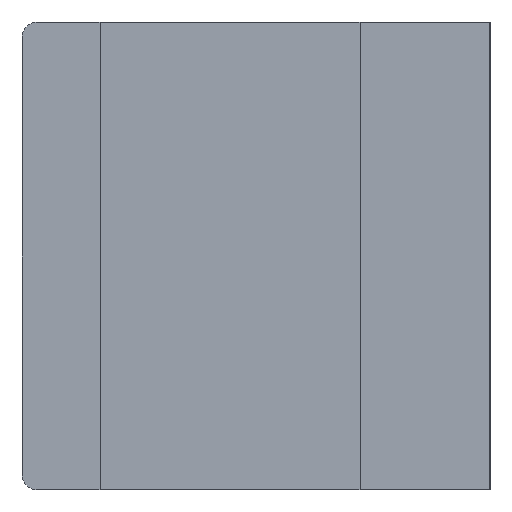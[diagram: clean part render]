
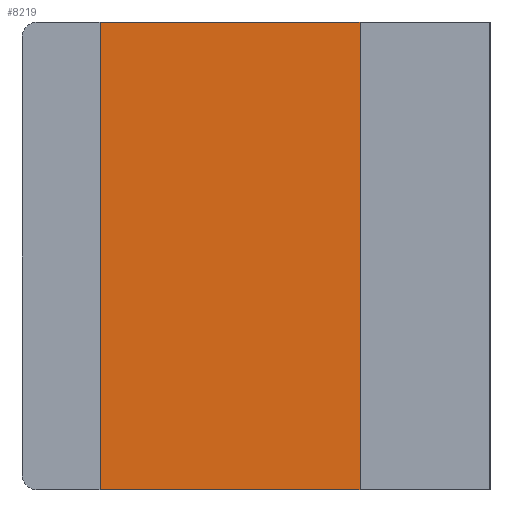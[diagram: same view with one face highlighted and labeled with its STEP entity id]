
A CAD part, left-side view. The second image highlights one B-rep face of the part: STEP entity #8219.
In plain terms, the highlighted planar face has unit normal (-1, 0, 0).
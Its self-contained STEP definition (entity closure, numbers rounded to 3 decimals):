
#101 = CARTESIAN_POINT ( 'NONE',  ( -0.5, 0.167, -0.3 ) ) ;
#737 = AXIS2_PLACEMENT_3D ( 'NONE', #8570, #1374, #3694 ) ;
#826 = LINE ( 'NONE', #2854, #1453 ) ;
#1301 = VECTOR ( 'NONE', #7594, 1000. ) ;
#1374 = DIRECTION ( 'NONE',  ( 1., 0., 0. ) ) ;
#1453 = VECTOR ( 'NONE', #10227, 1000. ) ;
#1494 = CARTESIAN_POINT ( 'NONE',  ( -0.5, 0.5, 0.3 ) ) ;
#1558 = CARTESIAN_POINT ( 'NONE',  ( -0.5, 0.5, 0.3 ) ) ;
#2001 = ORIENTED_EDGE ( 'NONE', *, *, #4718, .F. ) ;
#2128 = VERTEX_POINT ( 'NONE', #4223 ) ;
#2220 = DIRECTION ( 'NONE',  ( 0., -1., 0. ) ) ;
#2517 = EDGE_LOOP ( 'NONE', ( #2001, #10022, #9875, #6615 ) ) ;
#2777 = LINE ( 'NONE', #8641, #4915 ) ;
#2854 = CARTESIAN_POINT ( 'NONE',  ( -0.5, 0.167, -0.3 ) ) ;
#3694 = DIRECTION ( 'NONE',  ( 0., 0., -1. ) ) ;
#3708 = CARTESIAN_POINT ( 'NONE',  ( -0.5, 0.5, -0.3 ) ) ;
#3792 = PLANE ( 'NONE',  #737 ) ;
#4223 = CARTESIAN_POINT ( 'NONE',  ( -0.5, 0.167, 0.3 ) ) ;
#4718 = EDGE_CURVE ( 'NONE', #8325, #2128, #2777, .T. ) ;
#4915 = VECTOR ( 'NONE', #2220, 1000. ) ;
#5240 = FACE_OUTER_BOUND ( 'NONE', #2517, .T. ) ;
#5342 = LINE ( 'NONE', #1494, #9342 ) ;
#6158 = EDGE_CURVE ( 'NONE', #8325, #7332, #5342, .T. ) ;
#6615 = ORIENTED_EDGE ( 'NONE', *, *, #8769, .T. ) ;
#6682 = EDGE_CURVE ( 'NONE', #7332, #7637, #8578, .T. ) ;
#7004 = DIRECTION ( 'NONE',  ( 0., 0., -1. ) ) ;
#7332 = VERTEX_POINT ( 'NONE', #3708 ) ;
#7594 = DIRECTION ( 'NONE',  ( 0., -1., 0. ) ) ;
#7637 = VERTEX_POINT ( 'NONE', #101 ) ;
#8219 = ADVANCED_FACE ( 'NONE', ( #5240 ), #3792, .F. ) ;
#8325 = VERTEX_POINT ( 'NONE', #1558 ) ;
#8570 = CARTESIAN_POINT ( 'NONE',  ( -0.5, 1.832, -0.3 ) ) ;
#8578 = LINE ( 'NONE', #10019, #1301 ) ;
#8641 = CARTESIAN_POINT ( 'NONE',  ( -0.5, 1.832, 0.3 ) ) ;
#8769 = EDGE_CURVE ( 'NONE', #7637, #2128, #826, .T. ) ;
#9342 = VECTOR ( 'NONE', #7004, 1000. ) ;
#9875 = ORIENTED_EDGE ( 'NONE', *, *, #6682, .T. ) ;
#10019 = CARTESIAN_POINT ( 'NONE',  ( -0.5, 1.832, -0.3 ) ) ;
#10022 = ORIENTED_EDGE ( 'NONE', *, *, #6158, .T. ) ;
#10227 = DIRECTION ( 'NONE',  ( 0., 0., 1. ) ) ;
